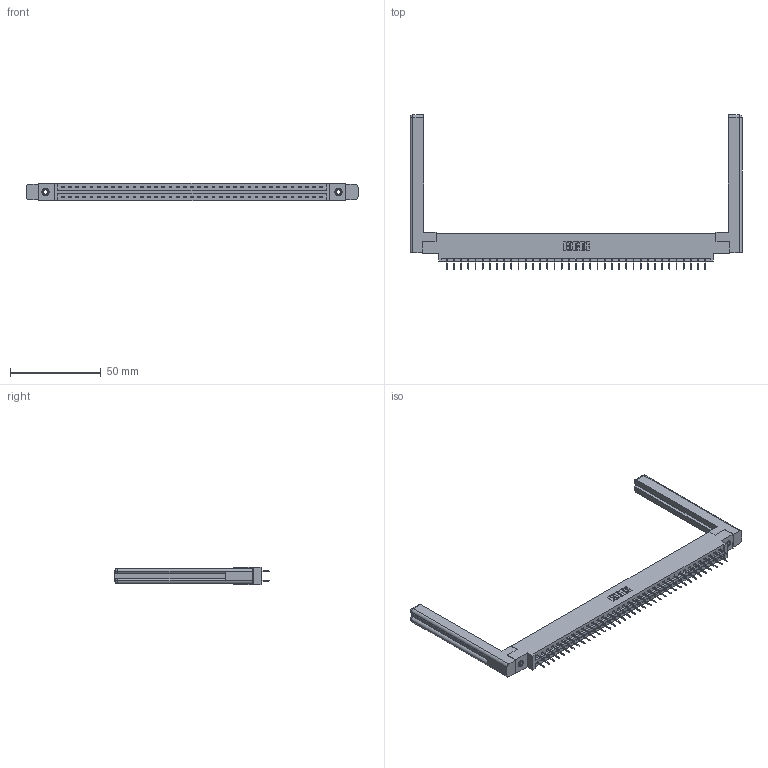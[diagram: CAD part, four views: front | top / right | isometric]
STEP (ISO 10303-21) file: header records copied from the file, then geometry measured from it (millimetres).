
FILE_DESCRIPTION (( 'STEP AP203' ), '1' );
FILE_NAME ('387-074-524-858.STEP', '2019-10-22T01:31:41', ( '' ), ( '' ), 'SwSTEP 2.0', 'SolidWorks 2016', '' );
FILE_SCHEMA (( 'CONFIG_CONTROL_DESIGN' ));
Length unit declared in the file: inch
Products named in the file (5): 345-292-001_345-293-124; 337 Part_0.170 Offset - 0.156 Dia-TI; 387-074-524-858; 345-250-001_345-250-001-102; 307-220-058
Assembly tree (79 placements, depth 2):
  387-074-524-858
    337 Part_0.170 Offset - 0.156 Dia-TI
    345-292-001_345-293-124  x74
    345-250-001_345-250-001-102  x2
    307-220-058  x2
Bounding box: 183.24 x 85.1 x 9.4 mm (x, y, z)
Volume: 26157.1 mm3; surface area: 26255.4 mm2
Topology: 79 solids, 79 shells, 4552 faces, 12887 edges, 8282 vertices
Faces by surface type: plane 3414, cylinder 1114, cone 12, torus 12
Entity records: 32174 total; most frequent: CARTESIAN_POINT 5433, ORIENTED_EDGE 5308, DIRECTION 4646, EDGE_CURVE 2654, LINE 2482, VECTOR 2482, VERTEX_POINT 1758, AXIS2_PLACEMENT_3D 1082
